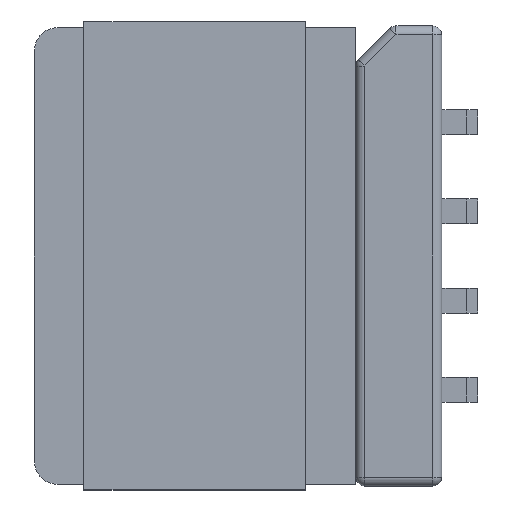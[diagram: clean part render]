
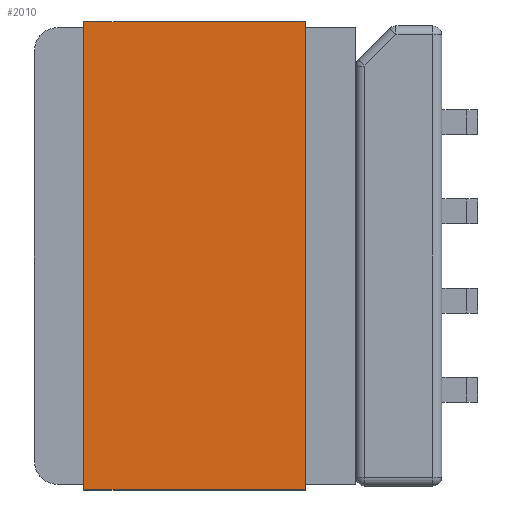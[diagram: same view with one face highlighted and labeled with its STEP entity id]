
A CAD part, left-side view. The second image highlights one B-rep face of the part: STEP entity #2010.
In plain terms, the highlighted face is planar.
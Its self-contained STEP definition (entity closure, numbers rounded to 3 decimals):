
#120 = CARTESIAN_POINT ( 'NONE',  ( -0.16, 0.16, 6.22 ) ) ;
#728 = DIRECTION ( 'NONE',  ( -1., 0., 0. ) ) ;
#1043 = LINE ( 'NONE', #6182, #5882 ) ;
#1101 = VECTOR ( 'NONE', #3510, 1000. ) ;
#1418 = EDGE_LOOP ( 'NONE', ( #5648, #5557, #7143, #4128 ) ) ;
#1492 = LINE ( 'NONE', #4237, #1101 ) ;
#1750 = EDGE_CURVE ( 'NONE', #4089, #2547, #5874, .T. ) ;
#1786 = DIRECTION ( 'NONE',  ( 0., 0., -1. ) ) ;
#2010 = ADVANCED_FACE ( 'NONE', ( #6363 ), #6407, .F. ) ;
#2020 = DIRECTION ( 'NONE',  ( 0., -1., 0. ) ) ;
#2547 = VERTEX_POINT ( 'NONE', #5777 ) ;
#2830 = LINE ( 'NONE', #3219, #7805 ) ;
#3219 = CARTESIAN_POINT ( 'NONE',  ( -0.16, 0.16, 0. ) ) ;
#3508 = EDGE_CURVE ( 'NONE', #4089, #5064, #1043, .T. ) ;
#3510 = DIRECTION ( 'NONE',  ( 0., 0., -1. ) ) ;
#4089 = VERTEX_POINT ( 'NONE', #4877 ) ;
#4128 = ORIENTED_EDGE ( 'NONE', *, *, #1750, .T. ) ;
#4237 = CARTESIAN_POINT ( 'NONE',  ( -0.16, 0.16, 6.22 ) ) ;
#4566 = DIRECTION ( 'NONE',  ( 0., 0., -1. ) ) ;
#4780 = CARTESIAN_POINT ( 'NONE',  ( -0.16, 0.16, 0. ) ) ;
#4877 = CARTESIAN_POINT ( 'NONE',  ( 12.96, 0.16, 6.22 ) ) ;
#4953 = CARTESIAN_POINT ( 'NONE',  ( 12.96, 0.16, 6.22 ) ) ;
#5064 = VERTEX_POINT ( 'NONE', #6596 ) ;
#5242 = EDGE_CURVE ( 'NONE', #2547, #5477, #2830, .T. ) ;
#5477 = VERTEX_POINT ( 'NONE', #4780 ) ;
#5557 = ORIENTED_EDGE ( 'NONE', *, *, #6848, .F. ) ;
#5564 = DIRECTION ( 'NONE',  ( -1., 0., 0. ) ) ;
#5648 = ORIENTED_EDGE ( 'NONE', *, *, #5242, .T. ) ;
#5687 = VECTOR ( 'NONE', #1786, 1000. ) ;
#5777 = CARTESIAN_POINT ( 'NONE',  ( 12.96, 0.16, 0. ) ) ;
#5874 = LINE ( 'NONE', #4953, #5687 ) ;
#5882 = VECTOR ( 'NONE', #5564, 1000. ) ;
#6182 = CARTESIAN_POINT ( 'NONE',  ( -0.16, 0.16, 6.22 ) ) ;
#6363 = FACE_OUTER_BOUND ( 'NONE', #1418, .T. ) ;
#6407 = PLANE ( 'NONE',  #8193 ) ;
#6596 = CARTESIAN_POINT ( 'NONE',  ( -0.16, 0.16, 6.22 ) ) ;
#6848 = EDGE_CURVE ( 'NONE', #5064, #5477, #1492, .T. ) ;
#7143 = ORIENTED_EDGE ( 'NONE', *, *, #3508, .F. ) ;
#7805 = VECTOR ( 'NONE', #728, 1000. ) ;
#8193 = AXIS2_PLACEMENT_3D ( 'NONE', #120, #2020, #4566 ) ;
